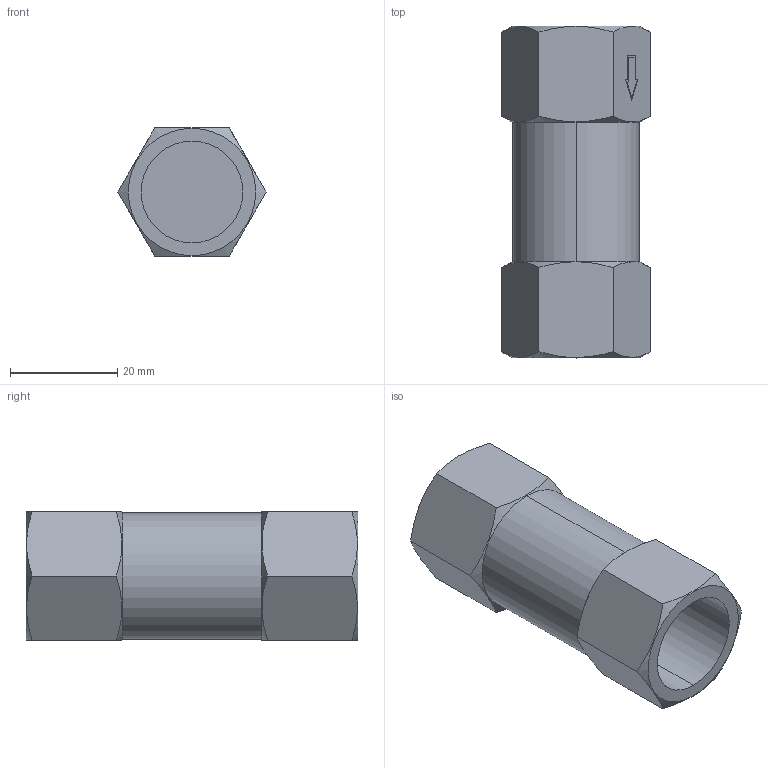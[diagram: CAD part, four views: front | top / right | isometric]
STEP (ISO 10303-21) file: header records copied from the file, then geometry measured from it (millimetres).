
FILE_DESCRIPTION (( 'STEP AP203' ), '1' );
FILE_NAME ('04130004.STEP', '2010-04-30T14:38:00', ( '' ), ( 'sopra-pneumatic' ), 'SwSTEP 2.0', 'SolidWorks 2009', '' );
FILE_SCHEMA (( 'CONFIG_CONTROL_DESIGN' ));
Length unit declared in the file: millimetre
Products named in the file (1): 04130004
Bounding box: 27.71 x 62 x 24 mm (x, y, z)
Volume: 21131.6 mm3; surface area: 7667.2 mm2
Topology: 1 solids, 1 shells, 47 faces, 118 edges, 78 vertices
Faces by surface type: plane 33, cone 8, cylinder 6
Entity records: 1679 total; most frequent: CARTESIAN_POINT 516, ORIENTED_EDGE 236, DIRECTION 200, EDGE_CURVE 118, VERTEX_POINT 78, LINE 68, VECTOR 68, AXIS2_PLACEMENT_3D 66
